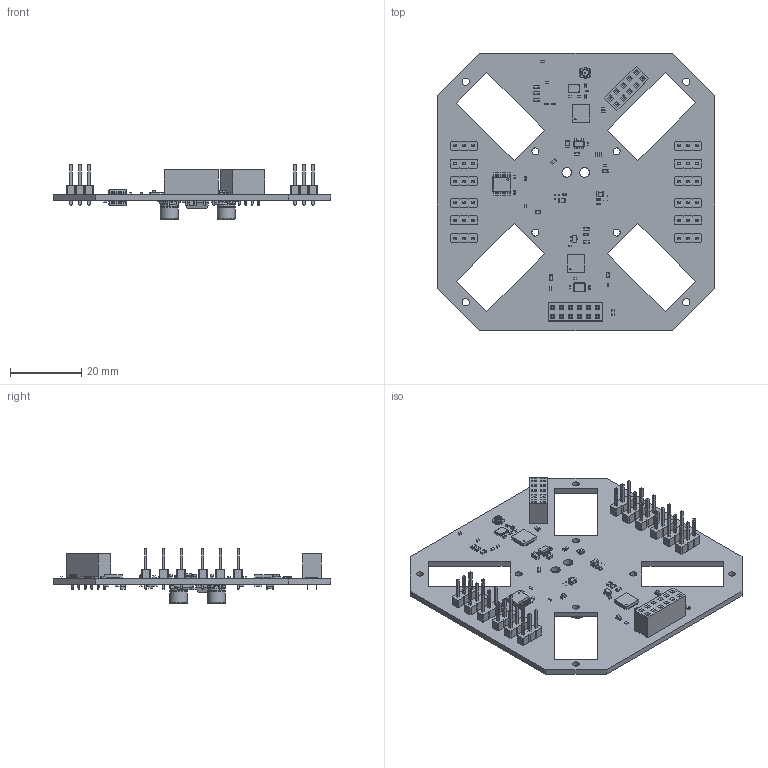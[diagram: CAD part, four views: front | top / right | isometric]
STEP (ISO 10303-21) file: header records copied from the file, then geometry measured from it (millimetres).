
FILE_DESCRIPTION(('KiCad electronic assembly'),'2;1');
FILE_NAME('ball-spider.step','2020-04-21T22:23:34',('An Author'),( 'A Company'),'Open CASCADE STEP processor 7.4', 'KiCad to STEP converter','Unknown');
FILE_SCHEMA(('AUTOMOTIVE_DESIGN { 1 0 10303 214 1 1 1 1 }'));
Length unit declared in the file: millimetre
Products named in the file (40): Open CASCADE STEP translator 7.4 1; R_0603_1608Metric; SOLID; SOT-323_SC-70; C_0402_1005Metric; Crystal_SMD_3225-4Pin_3.2x2.5mm; QFN-32-1EP_5x5mm_P0.5mm_EP3.1x3.1mm; SSOP-16_4.4x5.2mm_P0.65mm; SOT-23-5; QFN-32-1EP_5x5mm_P0.5mm_EP3.6x3.6mm; R_0402_1005Metric; TO-252-3_TabPin2; L_0402_1005Metric; PinHeader_1x03_P2.54mm_Vertical; PinSocket_2x06_P2.54mm_Vertical; PinSocket_2x05_P2.54mm_Vertical; U.FL_Hirose_U.FL-R-SMT-1_Vertical; LED_0603_1608Metric_Castellated; CP_Elec_5x5.4; C_0805_2012Metric; C_0603_1608Metric; COMPOUND
Assembly tree (114 placements, depth 3):
  Open CASCADE STEP translator 7.4 1
    R_0603_1608Metric  x12
      SOLID
    SOT-323_SC-70  x3
      SOLID
    C_0402_1005Metric  x29
      SOLID
    Crystal_SMD_3225-4Pin_3.2x2.5mm  x2
      SOLID
    QFN-32-1EP_5x5mm_P0.5mm_EP3.1x3.1mm
      SOLID
    SSOP-16_4.4x5.2mm_P0.65mm  x2
      SOLID
    SOT-23-5
      SOLID
    QFN-32-1EP_5x5mm_P0.5mm_EP3.6x3.6mm
      SOLID
    R_0402_1005Metric  x13
      SOLID
    TO-252-3_TabPin2
      SOLID
    L_0402_1005Metric  x2
      SOLID
    PinHeader_1x03_P2.54mm_Vertical  x12
      SOLID
    PinSocket_2x06_P2.54mm_Vertical
      SOLID
    PinSocket_2x05_P2.54mm_Vertical
      SOLID
    U.FL_Hirose_U.FL-R-SMT-1_Vertical
      SOLID
    LED_0603_1608Metric_Castellated  x4
      SOLID
    CP_Elec_5x5.4  x2
      SOLID
    C_0805_2012Metric  x5
      SOLID
    C_0603_1608Metric
      SOLID
    COMPOUND
Bounding box: 78 x 78 x 15.64 mm (x, y, z)
Volume: 9462.2 mm3; surface area: 14862.9 mm2
Topology: 95 solids, 95 shells, 5131 faces, 13250 edges, 8542 vertices
Faces by surface type: plane 3889, cylinder 1034, bspline 194, torus 8, cone 3, revolution 2, sphere 1
Full cylindrical faces by diameter (mm): 0.2 x8, 0.4 x3, 0.5 x2, 1 x59, 1.8 x1, 1.92 x1, 2 x10, 2.7 x2, 5 x4
Entity records: 158915 total; most frequent: CARTESIAN_POINT 27347, DIRECTION 21562, LINE 15706, VECTOR 15706, ORIENTED_EDGE 11520, PCURVE 11520, DEFINITIONAL_REPRESENTATION 11520, EDGE_CURVE 5760
